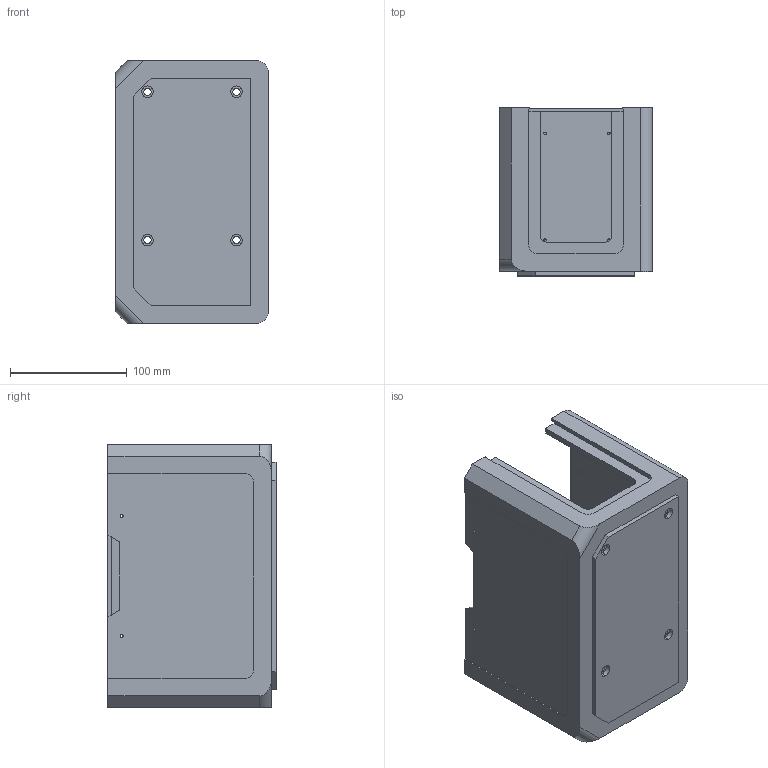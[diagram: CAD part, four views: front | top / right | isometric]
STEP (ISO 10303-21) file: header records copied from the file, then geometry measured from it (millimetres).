
FILE_DESCRIPTION (( 'STEP AP203' ), '1' );
FILE_NAME ('OuterBottomBen.STEP', '2018-10-24T01:21:34', ( '' ), ( '' ), 'SwSTEP 2.0', 'SolidWorks 2017', '' );
FILE_SCHEMA (( 'CONFIG_CONTROL_DESIGN' ));
Length unit declared in the file: millimetre
Products named in the file (1): OuterBottomBen
Bounding box: 130.8 x 144 x 225 mm (x, y, z)
Volume: 490764.8 mm3; surface area: 237213.9 mm2
Topology: 1 solids, 1 shells, 160 faces, 404 edges, 268 vertices
Faces by surface type: plane 82, cylinder 78
Entity records: 4969 total; most frequent: CARTESIAN_POINT 893, DIRECTION 854, ORIENTED_EDGE 808, EDGE_CURVE 404, AXIS2_PLACEMENT_3D 309, VERTEX_POINT 268, LINE 236, VECTOR 236
